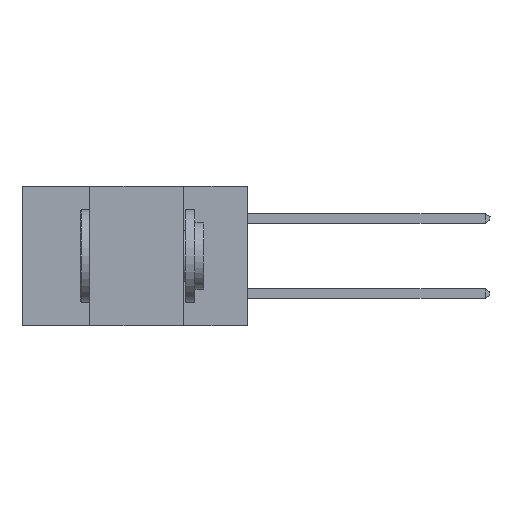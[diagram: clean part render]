
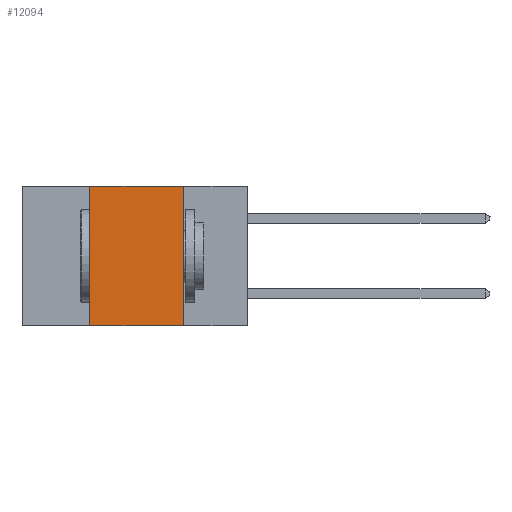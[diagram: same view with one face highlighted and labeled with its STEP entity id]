
A CAD part, left-side view. The second image highlights one B-rep face of the part: STEP entity #12094.
In plain terms, the highlighted planar face has unit normal (-1, 0, 0).
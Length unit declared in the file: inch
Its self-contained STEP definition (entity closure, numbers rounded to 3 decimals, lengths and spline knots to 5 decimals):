
#806 = DIRECTION ( 'NONE',  ( 0., 0., -1. ) ) ;
#869 = CARTESIAN_POINT ( 'NONE',  ( 0., 0.6, 0. ) ) ;
#1080 = EDGE_LOOP ( 'NONE', ( #27146, #29458, #28824, #1591 ) ) ;
#1591 = ORIENTED_EDGE ( 'NONE', *, *, #29735, .T. ) ;
#2196 = VERTEX_POINT ( 'NONE', #19899 ) ;
#2330 = LINE ( 'NONE', #869, #22540 ) ;
#5342 = LINE ( 'NONE', #24228, #33218 ) ;
#5881 = DIRECTION ( 'NONE',  ( 0., -1., 0. ) ) ;
#9541 = CARTESIAN_POINT ( 'NONE',  ( 0., 0.42, -0.37 ) ) ;
#12094 = ADVANCED_FACE ( 'NONE', ( #12836 ), #21838, .F. ) ;
#12836 = FACE_OUTER_BOUND ( 'NONE', #1080, .T. ) ;
#12860 = VECTOR ( 'NONE', #31152, 39.37008 ) ;
#14047 = CARTESIAN_POINT ( 'NONE',  ( 0., 0.6, 0. ) ) ;
#15774 = CARTESIAN_POINT ( 'NONE',  ( 0., 0.42, 0. ) ) ;
#16663 = DIRECTION ( 'NONE',  ( 1., 0., 0. ) ) ;
#17045 = VERTEX_POINT ( 'NONE', #21393 ) ;
#17110 = VECTOR ( 'NONE', #31434, 39.37008 ) ;
#17366 = CARTESIAN_POINT ( 'NONE',  ( 0., 0.42, 0. ) ) ;
#19899 = CARTESIAN_POINT ( 'NONE',  ( 0., 0.17, 0. ) ) ;
#20963 = EDGE_CURVE ( 'NONE', #2196, #17045, #26720, .T. ) ;
#21393 = CARTESIAN_POINT ( 'NONE',  ( 0., 0.17, -0.37 ) ) ;
#21838 = PLANE ( 'NONE',  #33037 ) ;
#22540 = VECTOR ( 'NONE', #32496, 39.37008 ) ;
#23996 = VERTEX_POINT ( 'NONE', #9541 ) ;
#24058 = LINE ( 'NONE', #15774, #17110 ) ;
#24228 = CARTESIAN_POINT ( 'NONE',  ( 0., 0.6, -0.37 ) ) ;
#24397 = EDGE_CURVE ( 'NONE', #29994, #2196, #2330, .T. ) ;
#25881 = CARTESIAN_POINT ( 'NONE',  ( 0., 0.17, 0. ) ) ;
#26720 = LINE ( 'NONE', #25881, #12860 ) ;
#27146 = ORIENTED_EDGE ( 'NONE', *, *, #20963, .F. ) ;
#28824 = ORIENTED_EDGE ( 'NONE', *, *, #31486, .F. ) ;
#29458 = ORIENTED_EDGE ( 'NONE', *, *, #24397, .F. ) ;
#29735 = EDGE_CURVE ( 'NONE', #23996, #17045, #5342, .T. ) ;
#29994 = VERTEX_POINT ( 'NONE', #17366 ) ;
#31152 = DIRECTION ( 'NONE',  ( 0., 0., -1. ) ) ;
#31434 = DIRECTION ( 'NONE',  ( 0., 0., 1. ) ) ;
#31486 = EDGE_CURVE ( 'NONE', #23996, #29994, #24058, .T. ) ;
#32496 = DIRECTION ( 'NONE',  ( 0., -1., 0. ) ) ;
#33037 = AXIS2_PLACEMENT_3D ( 'NONE', #14047, #16663, #806 ) ;
#33218 = VECTOR ( 'NONE', #5881, 39.37008 ) ;
